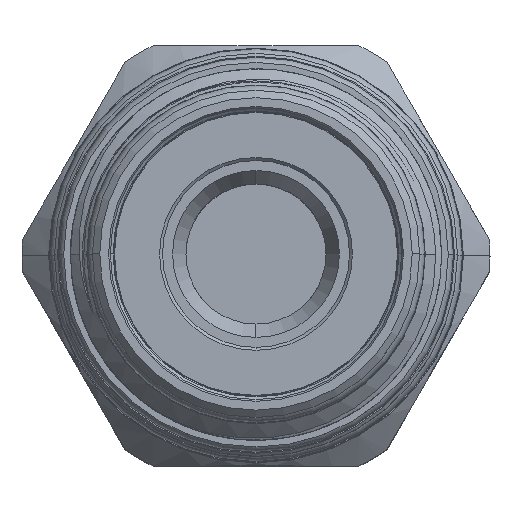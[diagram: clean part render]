
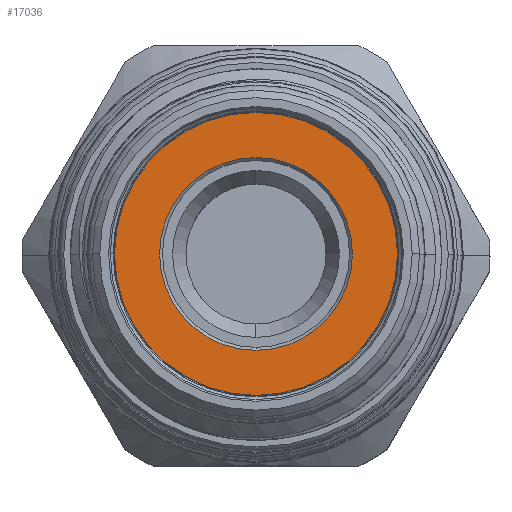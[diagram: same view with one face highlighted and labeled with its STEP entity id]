
A CAD part, top view. The second image highlights one B-rep face of the part: STEP entity #17036.
In plain terms, the highlighted planar face has unit normal (0, 0, 1).
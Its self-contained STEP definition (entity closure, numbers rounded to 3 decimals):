
#110 = DIRECTION ( 'NONE',  ( 0., 0., -1. ) ) ;
#849 = ORIENTED_EDGE ( 'NONE', *, *, #12696, .T. ) ;
#2152 = CARTESIAN_POINT ( 'NONE',  ( 0., 0., 19.06 ) ) ;
#2963 = DIRECTION ( 'NONE',  ( 0., -1., 0. ) ) ;
#3149 = EDGE_CURVE ( 'NONE', #6254, #17389, #11847, .T. ) ;
#3549 = DIRECTION ( 'NONE',  ( 0., -1., 0. ) ) ;
#3732 = CIRCLE ( 'NONE', #20100, 6.55 ) ;
#3736 = DIRECTION ( 'NONE',  ( 0., -1., 0. ) ) ;
#3740 = VERTEX_POINT ( 'NONE', #5950 ) ;
#4081 = CARTESIAN_POINT ( 'NONE',  ( 0., 0., 19.06 ) ) ;
#5223 = VERTEX_POINT ( 'NONE', #19461 ) ;
#5950 = CARTESIAN_POINT ( 'NONE',  ( 0., 6.55, 19.06 ) ) ;
#6254 = VERTEX_POINT ( 'NONE', #17943 ) ;
#6346 = EDGE_LOOP ( 'NONE', ( #13816, #13260 ) ) ;
#7204 = EDGE_CURVE ( 'NONE', #3740, #5223, #8712, .T. ) ;
#7305 = DIRECTION ( 'NONE',  ( 0., 0., -1. ) ) ;
#7869 = EDGE_CURVE ( 'NONE', #17389, #6254, #10765, .T. ) ;
#8712 = CIRCLE ( 'NONE', #14984, 6.55 ) ;
#9668 = FACE_OUTER_BOUND ( 'NONE', #6346, .T. ) ;
#10005 = CARTESIAN_POINT ( 'NONE',  ( 0., 0., 19.06 ) ) ;
#10579 = DIRECTION ( 'NONE',  ( 0., -1., 0. ) ) ;
#10765 = CIRCLE ( 'NONE', #15673, 9.615 ) ;
#11634 = AXIS2_PLACEMENT_3D ( 'NONE', #12904, #19583, #2963 ) ;
#11847 = CIRCLE ( 'NONE', #11634, 9.615 ) ;
#12399 = DIRECTION ( 'NONE',  ( 0., 0., 1. ) ) ;
#12696 = EDGE_CURVE ( 'NONE', #5223, #3740, #3732, .T. ) ;
#12879 = AXIS2_PLACEMENT_3D ( 'NONE', #4081, #12399, #15618 ) ;
#12904 = CARTESIAN_POINT ( 'NONE',  ( 0., 0., 19.06 ) ) ;
#13260 = ORIENTED_EDGE ( 'NONE', *, *, #3149, .F. ) ;
#13659 = DIRECTION ( 'NONE',  ( 0., 0., -1. ) ) ;
#13816 = ORIENTED_EDGE ( 'NONE', *, *, #7869, .F. ) ;
#14043 = FACE_BOUND ( 'NONE', #21335, .T. ) ;
#14984 = AXIS2_PLACEMENT_3D ( 'NONE', #15657, #7305, #10579 ) ;
#15618 = DIRECTION ( 'NONE',  ( 0., 1., 0. ) ) ;
#15657 = CARTESIAN_POINT ( 'NONE',  ( 0., 0., 19.06 ) ) ;
#15673 = AXIS2_PLACEMENT_3D ( 'NONE', #2152, #13659, #3736 ) ;
#17036 = ADVANCED_FACE ( 'NONE', ( #14043, #9668 ), #18868, .T. ) ;
#17389 = VERTEX_POINT ( 'NONE', #17435 ) ;
#17435 = CARTESIAN_POINT ( 'NONE',  ( 0., -9.615, 19.06 ) ) ;
#17943 = CARTESIAN_POINT ( 'NONE',  ( 0., 9.615, 19.06 ) ) ;
#18227 = ORIENTED_EDGE ( 'NONE', *, *, #7204, .T. ) ;
#18868 = PLANE ( 'NONE',  #12879 ) ;
#19461 = CARTESIAN_POINT ( 'NONE',  ( 0., -6.55, 19.06 ) ) ;
#19583 = DIRECTION ( 'NONE',  ( 0., 0., -1. ) ) ;
#20100 = AXIS2_PLACEMENT_3D ( 'NONE', #10005, #110, #3549 ) ;
#21335 = EDGE_LOOP ( 'NONE', ( #18227, #849 ) ) ;
